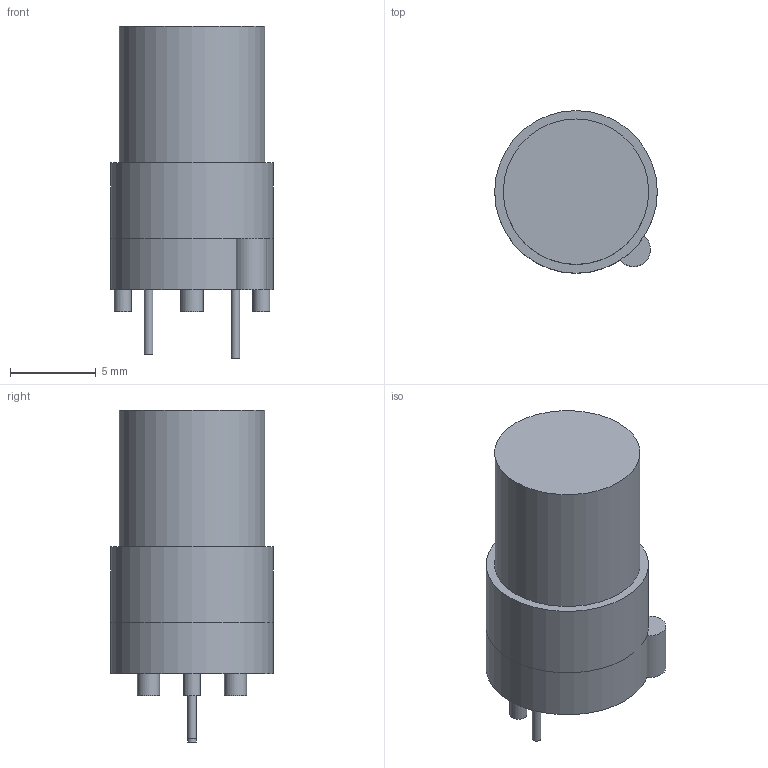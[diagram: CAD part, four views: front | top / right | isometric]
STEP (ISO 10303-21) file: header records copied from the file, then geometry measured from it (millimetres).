
FILE_DESCRIPTION(('FreeCAD Model'),'2;1');
FILE_NAME('Open CASCADE Shape Model','2023-05-28T00:02:17',('Author'),( ''),'Open CASCADE STEP processor 7.6','FreeCAD','Unknown');
FILE_SCHEMA(('AUTOMOTIVE_DESIGN { 1 0 10303 214 1 1 1 1 }'));
Length unit declared in the file: millimetre
Products named in the file (10): mxt250; microfuse_body; pin2_body; Body - Socket; Body - Socket tap; Body - Distance tap 1; Body - Distance tap 2; Body - Distance tap 3; Body - Distance tap 4; Body - Pin 1
Assembly tree (9 placements, depth 2):
  mxt250
    microfuse_body
    pin2_body
    Body - Socket
    Body - Socket tap
    Body - Distance tap 1
    Body - Distance tap 2
    Body - Distance tap 3
    Body - Distance tap 4
    Body - Pin 1
Bounding box: 9.5 x 9.5 x 19.4 mm (x, y, z)
Volume: 995.4 mm3; surface area: 786.9 mm2
Topology: 9 solids, 9 shells, 29 faces, 30 edges, 20 vertices
Faces by surface type: plane 19, cylinder 10
Full cylindrical faces by diameter (mm): 0.5 x2, 1 x2, 1.3 x2, 2 x1, 8.5 x1, 9.5 x2
Entity records: 793 total; most frequent: DIRECTION 128, CARTESIAN_POINT 89, ORIENTED_EDGE 60, AXIS2_PLACEMENT_3D 59, FACE_BOUND 30, EDGE_LOOP 30, EDGE_CURVE 30, ADVANCED_FACE 29
